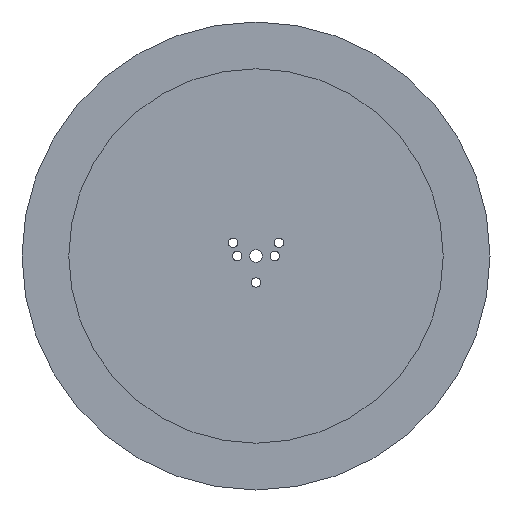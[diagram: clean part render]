
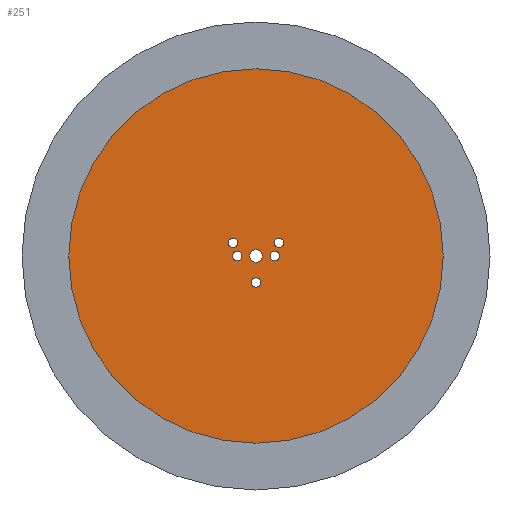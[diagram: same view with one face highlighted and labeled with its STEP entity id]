
A CAD part, front view. The second image highlights one B-rep face of the part: STEP entity #251.
In plain terms, the highlighted planar face has unit normal (0, -1, 0).
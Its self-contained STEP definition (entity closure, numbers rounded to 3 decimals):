
#15=FACE_BOUND('',#50,.T.);
#16=FACE_BOUND('',#51,.T.);
#17=FACE_BOUND('',#52,.T.);
#18=FACE_BOUND('',#53,.T.);
#19=FACE_BOUND('',#54,.T.);
#20=FACE_BOUND('',#55,.T.);
#28=PLANE('',#304);
#38=FACE_OUTER_BOUND('',#49,.T.);
#49=EDGE_LOOP('',(#204,#205));
#50=EDGE_LOOP('',(#206));
#51=EDGE_LOOP('',(#207));
#52=EDGE_LOOP('',(#208));
#53=EDGE_LOOP('',(#209));
#54=EDGE_LOOP('',(#210));
#55=EDGE_LOOP('',(#211));
#84=CIRCLE('',#278,1.5);
#87=CIRCLE('',#282,1.5);
#90=CIRCLE('',#286,1.5);
#93=CIRCLE('',#290,1.5);
#96=CIRCLE('',#294,1.5);
#99=CIRCLE('',#298,2.);
#101=CIRCLE('',#301,60.);
#102=CIRCLE('',#302,60.);
#110=VERTEX_POINT('',#402);
#113=VERTEX_POINT('',#410);
#116=VERTEX_POINT('',#418);
#119=VERTEX_POINT('',#426);
#122=VERTEX_POINT('',#434);
#125=VERTEX_POINT('',#442);
#128=VERTEX_POINT('',#449);
#129=VERTEX_POINT('',#451);
#137=EDGE_CURVE('',#110,#110,#84,.T.);
#141=EDGE_CURVE('',#113,#113,#87,.T.);
#145=EDGE_CURVE('',#116,#116,#90,.T.);
#149=EDGE_CURVE('',#119,#119,#93,.T.);
#153=EDGE_CURVE('',#122,#122,#96,.T.);
#157=EDGE_CURVE('',#125,#125,#99,.T.);
#160=EDGE_CURVE('',#129,#128,#101,.T.);
#161=EDGE_CURVE('',#128,#129,#102,.T.);
#204=ORIENTED_EDGE('',*,*,#160,.T.);
#205=ORIENTED_EDGE('',*,*,#161,.T.);
#206=ORIENTED_EDGE('',*,*,#137,.T.);
#207=ORIENTED_EDGE('',*,*,#141,.T.);
#208=ORIENTED_EDGE('',*,*,#145,.T.);
#209=ORIENTED_EDGE('',*,*,#149,.T.);
#210=ORIENTED_EDGE('',*,*,#153,.T.);
#211=ORIENTED_EDGE('',*,*,#157,.T.);
#251=ADVANCED_FACE('',(#38,#15,#16,#17,#18,#19,#20),#28,.T.);
#278=AXIS2_PLACEMENT_3D('',#404,#321,#322);
#282=AXIS2_PLACEMENT_3D('',#412,#330,#331);
#286=AXIS2_PLACEMENT_3D('',#420,#339,#340);
#290=AXIS2_PLACEMENT_3D('',#428,#348,#349);
#294=AXIS2_PLACEMENT_3D('',#436,#357,#358);
#298=AXIS2_PLACEMENT_3D('',#444,#366,#367);
#301=AXIS2_PLACEMENT_3D('',#452,#373,#374);
#302=AXIS2_PLACEMENT_3D('',#453,#375,#376);
#304=AXIS2_PLACEMENT_3D('',#455,#379,#380);
#321=DIRECTION('center_axis',(0.,1.,0.));
#322=DIRECTION('ref_axis',(1.,0.,0.));
#330=DIRECTION('center_axis',(0.,1.,0.));
#331=DIRECTION('ref_axis',(1.,0.,0.));
#339=DIRECTION('center_axis',(0.,1.,0.));
#340=DIRECTION('ref_axis',(1.,0.,0.));
#348=DIRECTION('center_axis',(0.,1.,0.));
#349=DIRECTION('ref_axis',(1.,0.,0.));
#357=DIRECTION('center_axis',(0.,1.,0.));
#358=DIRECTION('ref_axis',(1.,0.,0.));
#366=DIRECTION('center_axis',(0.,1.,0.));
#367=DIRECTION('ref_axis',(1.,0.,0.));
#373=DIRECTION('center_axis',(0.,-1.,0.));
#374=DIRECTION('ref_axis',(1.,0.,0.));
#375=DIRECTION('center_axis',(0.,-1.,0.));
#376=DIRECTION('ref_axis',(1.,0.,0.));
#379=DIRECTION('center_axis',(0.,-1.,0.));
#380=DIRECTION('ref_axis',(0.,0.,-1.));
#402=CARTESIAN_POINT('',(-7.5,14.,0.));
#404=CARTESIAN_POINT('Origin',(-6.,14.,0.));
#410=CARTESIAN_POINT('',(-8.861,14.,4.25));
#412=CARTESIAN_POINT('Origin',(-7.361,14.,4.25));
#418=CARTESIAN_POINT('',(-1.5,14.,-8.5));
#420=CARTESIAN_POINT('Origin',(0.,14.,-8.5));
#426=CARTESIAN_POINT('',(5.861,14.,4.25));
#428=CARTESIAN_POINT('Origin',(7.361,14.,4.25));
#434=CARTESIAN_POINT('',(4.5,14.,0.));
#436=CARTESIAN_POINT('Origin',(6.,14.,0.));
#442=CARTESIAN_POINT('',(-2.,14.,0.));
#444=CARTESIAN_POINT('Origin',(0.,14.,0.));
#449=CARTESIAN_POINT('',(-60.,14.,0.));
#451=CARTESIAN_POINT('',(60.,14.,0.));
#452=CARTESIAN_POINT('Origin',(0.,14.,0.));
#453=CARTESIAN_POINT('Origin',(0.,14.,0.));
#455=CARTESIAN_POINT('Origin',(0.,14.,0.));
